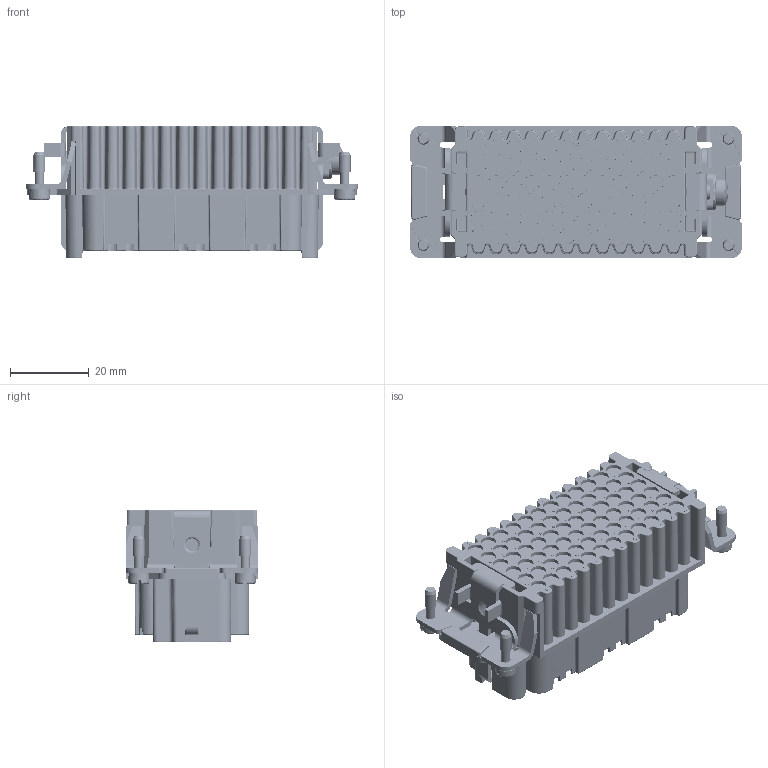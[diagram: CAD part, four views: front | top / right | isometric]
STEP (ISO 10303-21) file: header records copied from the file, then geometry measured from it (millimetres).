
FILE_DESCRIPTION (( 'STEP AP203' ), '1' );
FILE_NAME ('ZP-MC16B-1-FC072.STEP', '2023-07-06T19:42:05', ( '' ), ( '' ), 'SwSTEP 2.0', 'SolidWorks 2021', '' );
FILE_SCHEMA (( 'CONFIG_CONTROL_DESIGN' ));
Products named in the file (1): ZP-MC16B-1-FC072
Bounding box: 84.3 x 33.6 x 33.75 mm (x, y, z)
Volume: 53882.5 mm3; surface area: 21035.3 mm2
Topology: 1 solids, 2 shells, 4789 faces, 11855 edges, 7556 vertices
Faces by surface type: plane 2335, bspline 946, cylinder 894, cone 612, torus 2
Entity records: 205527 total; most frequent: CARTESIAN_POINT 105816, ORIENTED_EDGE 23710, DIRECTION 14532, EDGE_CURVE 11855, VERTEX_POINT 7556, LINE 5672, VECTOR 5672, B_SPLINE_CURVE_WITH_KNOTS 5541
